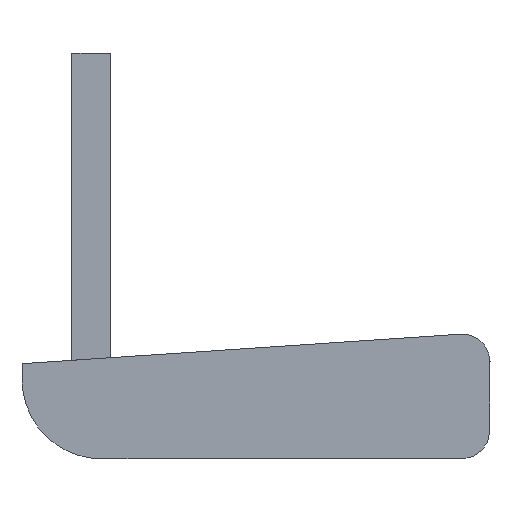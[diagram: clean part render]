
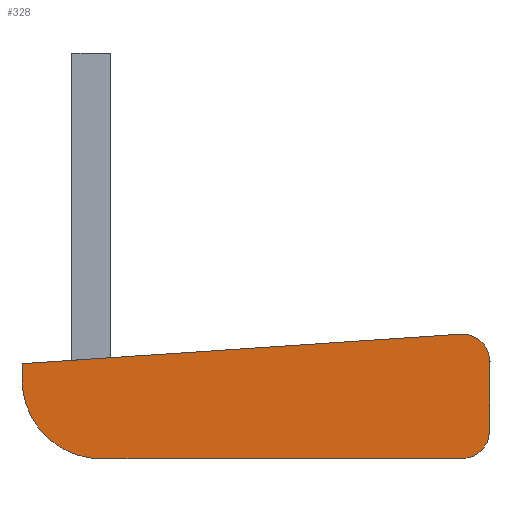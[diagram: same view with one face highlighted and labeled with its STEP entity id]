
A CAD part, left-side view. The second image highlights one B-rep face of the part: STEP entity #328.
In plain terms, the highlighted planar face has unit normal (-1, 0, 0).
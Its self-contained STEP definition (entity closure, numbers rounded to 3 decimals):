
#61=AXIS2_PLACEMENT_3D('Circle Axis2P3D',#59,#60,$) ;
#133=AXIS2_PLACEMENT_3D('Circle Axis2P3D',#131,#132,$) ;
#195=AXIS2_PLACEMENT_3D('Circle Axis2P3D',#193,#194,$) ;
#315=AXIS2_PLACEMENT_3D('Plane Axis2P3D',#312,#313,#314) ;
#42=CARTESIAN_POINT('Vertex',(0.,0.,3.498)) ;
#56=CARTESIAN_POINT('Vertex',(0.,1.067,4.499)) ;
#59=CARTESIAN_POINT('Axis2P3D Location',(0.,1.,3.501)) ;
#91=CARTESIAN_POINT('Line Origine',(0.,0.004,2.249)) ;
#95=CARTESIAN_POINT('Vertex',(0.,0.007,0.999)) ;
#128=CARTESIAN_POINT('Vertex',(0.,13.945,0.)) ;
#131=CARTESIAN_POINT('Axis2P3D Location',(0.,14.034,2.866)) ;
#135=CARTESIAN_POINT('Vertex',(0.,16.901,2.85)) ;
#168=CARTESIAN_POINT('Vertex',(0.,0.979,0.)) ;
#171=CARTESIAN_POINT('Line Origine',(0.,7.462,0.)) ;
#193=CARTESIAN_POINT('Axis2P3D Location',(0.,1.007,0.999)) ;
#221=CARTESIAN_POINT('Vertex',(0.,16.905,3.434)) ;
#229=CARTESIAN_POINT('Line Origine',(0.,16.903,3.142)) ;
#282=CARTESIAN_POINT('Line Origine',(0.,14.867,3.571)) ;
#286=CARTESIAN_POINT('Vertex',(0.,12.829,3.708)) ;
#289=CARTESIAN_POINT('Line Origine',(0.,12.802,3.71)) ;
#293=CARTESIAN_POINT('Vertex',(0.,12.774,3.712)) ;
#296=CARTESIAN_POINT('Line Origine',(0.,6.921,4.105)) ;
#312=CARTESIAN_POINT('Axis2P3D Location',(0.,14.953,10.052)) ;
#60=DIRECTION('Axis2P3D Direction',(-1.,0.,0.)) ;
#92=DIRECTION('Vector Direction',(0.,-0.003,1.)) ;
#132=DIRECTION('Axis2P3D Direction',(-1.,0.,0.)) ;
#172=DIRECTION('Vector Direction',(0.,-1.,0.)) ;
#194=DIRECTION('Axis2P3D Direction',(-1.,0.,0.)) ;
#230=DIRECTION('Vector Direction',(0.,-0.006,-1.)) ;
#283=DIRECTION('Vector Direction',(0.,0.998,-0.067)) ;
#290=DIRECTION('Vector Direction',(0.,0.998,-0.067)) ;
#297=DIRECTION('Vector Direction',(0.,0.998,-0.067)) ;
#313=DIRECTION('Axis2P3D Direction',(-1.,0.,0.)) ;
#314=DIRECTION('Axis2P3D XDirection',(0.,1.,0.)) ;
#93=VECTOR('Line Direction',#92,1.) ;
#173=VECTOR('Line Direction',#172,1.) ;
#231=VECTOR('Line Direction',#230,1.) ;
#284=VECTOR('Line Direction',#283,1.) ;
#291=VECTOR('Line Direction',#290,1.) ;
#298=VECTOR('Line Direction',#297,1.) ;
#318=ORIENTED_EDGE('',*,*,#300,.T.) ;
#319=ORIENTED_EDGE('',*,*,#295,.F.) ;
#320=ORIENTED_EDGE('',*,*,#288,.T.) ;
#321=ORIENTED_EDGE('',*,*,#233,.T.) ;
#322=ORIENTED_EDGE('',*,*,#137,.T.) ;
#323=ORIENTED_EDGE('',*,*,#175,.T.) ;
#324=ORIENTED_EDGE('',*,*,#197,.T.) ;
#325=ORIENTED_EDGE('',*,*,#97,.T.) ;
#326=ORIENTED_EDGE('',*,*,#63,.T.) ;
#328=ADVANCED_FACE('178\\MANIFOLD_SOLID_BREP #737',(#327),#316,.T.) ;
#62=CIRCLE('generated circle',#61,1.) ;
#134=CIRCLE('generated circle',#133,2.867) ;
#196=CIRCLE('generated circle',#195,1.) ;
#63=EDGE_CURVE('',#43,#57,#62,.T.) ;
#97=EDGE_CURVE('',#96,#43,#94,.T.) ;
#137=EDGE_CURVE('',#136,#129,#134,.T.) ;
#175=EDGE_CURVE('',#129,#169,#174,.T.) ;
#197=EDGE_CURVE('',#169,#96,#196,.T.) ;
#233=EDGE_CURVE('',#222,#136,#232,.T.) ;
#288=EDGE_CURVE('',#287,#222,#285,.T.) ;
#295=EDGE_CURVE('',#287,#294,#292,.F.) ;
#300=EDGE_CURVE('',#57,#294,#299,.T.) ;
#317=EDGE_LOOP('',(#318,#319,#320,#321,#322,#323,#324,#325,#326)) ;
#327=FACE_OUTER_BOUND('',#317,.T.) ;
#94=LINE('Line',#91,#93) ;
#174=LINE('Line',#171,#173) ;
#232=LINE('Line',#229,#231) ;
#285=LINE('Line',#282,#284) ;
#292=LINE('Line',#289,#291) ;
#299=LINE('Line',#296,#298) ;
#316=PLANE('',#315) ;
#43=VERTEX_POINT('',#42) ;
#57=VERTEX_POINT('',#56) ;
#96=VERTEX_POINT('',#95) ;
#129=VERTEX_POINT('',#128) ;
#136=VERTEX_POINT('',#135) ;
#169=VERTEX_POINT('',#168) ;
#222=VERTEX_POINT('',#221) ;
#287=VERTEX_POINT('',#286) ;
#294=VERTEX_POINT('',#293) ;
